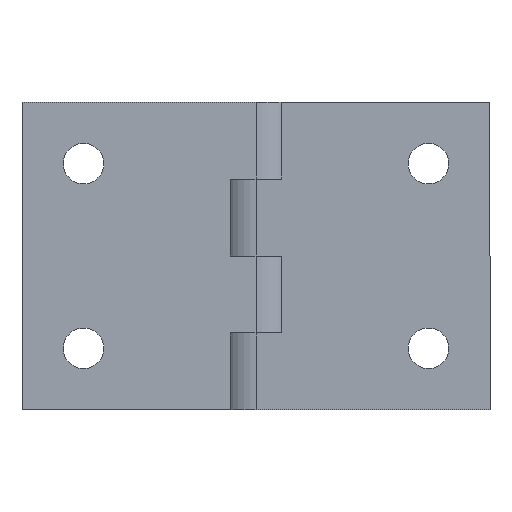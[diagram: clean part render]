
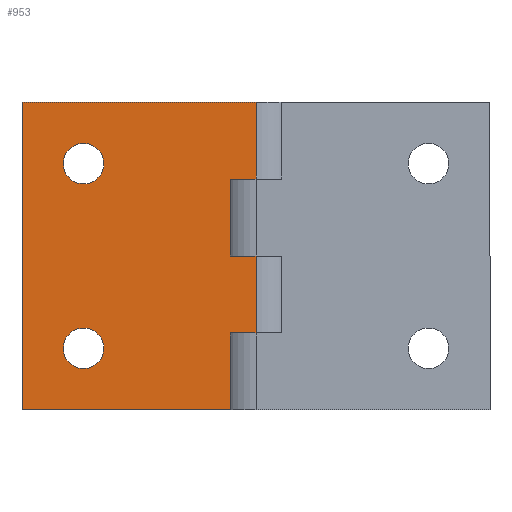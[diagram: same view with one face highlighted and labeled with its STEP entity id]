
A CAD part, front view. The second image highlights one B-rep face of the part: STEP entity #953.
In plain terms, the highlighted planar face has unit normal (0, -1, 0).
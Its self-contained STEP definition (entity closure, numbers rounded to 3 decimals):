
#7 = AXIS2_PLACEMENT_3D ( 'NONE', #218, #348, #203 ) ;
#15 = AXIS2_PLACEMENT_3D ( 'NONE', #168, #245, #262 ) ;
#29 = AXIS2_PLACEMENT_3D ( 'NONE', #173, #377, #326 ) ;
#39 = EDGE_CURVE ( 'NONE', #219, #206, #533, .T. ) ;
#45 = EDGE_CURVE ( 'NONE', #381, #263, #540, .T. ) ;
#85 = EDGE_CURVE ( 'NONE', #206, #199, #544, .T. ) ;
#92 = EDGE_CURVE ( 'NONE', #223, #303, #556, .T. ) ;
#102 = EDGE_CURVE ( 'NONE', #303, #223, #570, .T. ) ;
#108 = EDGE_CURVE ( 'NONE', #275, #369, #578, .T. ) ;
#113 = EDGE_CURVE ( 'NONE', #381, #198, #586, .T. ) ;
#119 = EDGE_CURVE ( 'NONE', #275, #199, #599, .T. ) ;
#121 = EDGE_CURVE ( 'NONE', #219, #335, #601, .T. ) ;
#122 = EDGE_CURVE ( 'NONE', #369, #198, #604, .T. ) ;
#125 = EDGE_CURVE ( 'NONE', #342, #250, #610, .T. ) ;
#142 = AXIS2_PLACEMENT_3D ( 'NONE', #495, #492, #494 ) ;
#148 = DIRECTION ( 'NONE',  ( 1., 0., 0. ) ) ;
#153 = CARTESIAN_POINT ( 'NONE',  ( 0., 0., -37.5 ) ) ;
#156 = CARTESIAN_POINT ( 'NONE',  ( -44., 0., -50. ) ) ;
#168 = CARTESIAN_POINT ( 'NONE',  ( -34., 0., -10. ) ) ;
#173 = CARTESIAN_POINT ( 'NONE',  ( -34., 0., -40. ) ) ;
#187 = CARTESIAN_POINT ( 'NONE',  ( 0., 0., 0. ) ) ;
#189 = DIRECTION ( 'NONE',  ( -1., 0., 0. ) ) ;
#198 = VERTEX_POINT ( 'NONE', #242 ) ;
#199 = VERTEX_POINT ( 'NONE', #339 ) ;
#200 = CARTESIAN_POINT ( 'NONE',  ( -34., 0., -43.3 ) ) ;
#201 = DIRECTION ( 'NONE',  ( 0., 0., 1. ) ) ;
#203 = DIRECTION ( 'NONE',  ( 0., 0., 1. ) ) ;
#205 = DIRECTION ( 'NONE',  ( -1., 0., 0. ) ) ;
#206 = VERTEX_POINT ( 'NONE', #252 ) ;
#218 = CARTESIAN_POINT ( 'NONE',  ( -34., 0., -10. ) ) ;
#219 = VERTEX_POINT ( 'NONE', #285 ) ;
#223 = VERTEX_POINT ( 'NONE', #318 ) ;
#240 = CARTESIAN_POINT ( 'NONE',  ( -6., 0., -50. ) ) ;
#242 = CARTESIAN_POINT ( 'NONE',  ( -6., 0., 0. ) ) ;
#245 = DIRECTION ( 'NONE',  ( 0., 1., 0. ) ) ;
#250 = VERTEX_POINT ( 'NONE', #200 ) ;
#252 = CARTESIAN_POINT ( 'NONE',  ( -10.194, 0., -37.5 ) ) ;
#256 = CARTESIAN_POINT ( 'NONE',  ( 0., 0., -12.5 ) ) ;
#260 = VERTEX_POINT ( 'NONE', #373 ) ;
#262 = DIRECTION ( 'NONE',  ( 0., 0., 1. ) ) ;
#263 = VERTEX_POINT ( 'NONE', #266 ) ;
#266 = CARTESIAN_POINT ( 'NONE',  ( -10.194, 0., -12.5 ) ) ;
#275 = VERTEX_POINT ( 'NONE', #357 ) ;
#285 = CARTESIAN_POINT ( 'NONE',  ( -6., 0., -37.5 ) ) ;
#291 = DIRECTION ( 'NONE',  ( 0., 0., 1. ) ) ;
#303 = VERTEX_POINT ( 'NONE', #1190 ) ;
#314 = CARTESIAN_POINT ( 'NONE',  ( -6., 0., -50. ) ) ;
#315 = CARTESIAN_POINT ( 'NONE',  ( 0., 0., -50. ) ) ;
#316 = DIRECTION ( 'NONE',  ( 1., 0., 0. ) ) ;
#318 = CARTESIAN_POINT ( 'NONE',  ( -34., 0., -13.3 ) ) ;
#326 = DIRECTION ( 'NONE',  ( 0., 0., 1. ) ) ;
#331 = DIRECTION ( 'NONE',  ( 0., 0., 1. ) ) ;
#335 = VERTEX_POINT ( 'NONE', #1176 ) ;
#339 = CARTESIAN_POINT ( 'NONE',  ( -10.194, 0., -50. ) ) ;
#342 = VERTEX_POINT ( 'NONE', #1173 ) ;
#347 = DIRECTION ( 'NONE',  ( 0., 0., -1. ) ) ;
#348 = DIRECTION ( 'NONE',  ( 0., 1., 0. ) ) ;
#357 = CARTESIAN_POINT ( 'NONE',  ( -44., 0., -50. ) ) ;
#363 = CARTESIAN_POINT ( 'NONE',  ( -10.194, 0., 0. ) ) ;
#369 = VERTEX_POINT ( 'NONE', #1185 ) ;
#373 = CARTESIAN_POINT ( 'NONE',  ( -10.194, 0., -25. ) ) ;
#377 = DIRECTION ( 'NONE',  ( 0., 1., 0. ) ) ;
#381 = VERTEX_POINT ( 'NONE', #1172 ) ;
#387 = AXIS2_PLACEMENT_3D ( 'NONE', #925, #860, #859 ) ;
#492 = DIRECTION ( 'NONE',  ( 0., -1., 0. ) ) ;
#494 = DIRECTION ( 'NONE',  ( 1., 0., 0. ) ) ;
#495 = CARTESIAN_POINT ( 'NONE',  ( 0., 0., -50. ) ) ;
#501 = PLANE ( 'NONE',  #142 ) ;
#533 = LINE ( 'NONE', #153, #534 ) ;
#534 = VECTOR ( 'NONE', #205, 1000. ) ;
#540 = LINE ( 'NONE', #256, #541 ) ;
#541 = VECTOR ( 'NONE', #189, 1000. ) ;
#544 = LINE ( 'NONE', #363, #546 ) ;
#546 = VECTOR ( 'NONE', #347, 1000. ) ;
#556 = CIRCLE ( 'NONE', #7, 3.3 ) ;
#570 = CIRCLE ( 'NONE', #15, 3.3 ) ;
#578 = LINE ( 'NONE', #156, #580 ) ;
#580 = VECTOR ( 'NONE', #291, 1000. ) ;
#586 = LINE ( 'NONE', #314, #588 ) ;
#588 = VECTOR ( 'NONE', #201, 1000. ) ;
#599 = LINE ( 'NONE', #315, #600 ) ;
#600 = VECTOR ( 'NONE', #316, 1000. ) ;
#601 = LINE ( 'NONE', #240, #603 ) ;
#603 = VECTOR ( 'NONE', #331, 1000. ) ;
#604 = LINE ( 'NONE', #187, #605 ) ;
#605 = VECTOR ( 'NONE', #148, 1000. ) ;
#610 = CIRCLE ( 'NONE', #29, 3.3 ) ;
#640 = FACE_BOUND ( 'NONE', #938, .T. ) ;
#641 = FACE_BOUND ( 'NONE', #1348, .T. ) ;
#642 = FACE_OUTER_BOUND ( 'NONE', #936, .T. ) ;
#697 = LINE ( 'NONE', #867, #698 ) ;
#698 = VECTOR ( 'NONE', #922, 1000. ) ;
#714 = CIRCLE ( 'NONE', #387, 3.3 ) ;
#738 = LINE ( 'NONE', #810, #739 ) ;
#739 = VECTOR ( 'NONE', #846, 1000. ) ;
#810 = CARTESIAN_POINT ( 'NONE',  ( 0., 0., -25. ) ) ;
#846 = DIRECTION ( 'NONE',  ( 1., 0., 0. ) ) ;
#859 = DIRECTION ( 'NONE',  ( 0., 0., 1. ) ) ;
#860 = DIRECTION ( 'NONE',  ( 0., 1., 0. ) ) ;
#867 = CARTESIAN_POINT ( 'NONE',  ( -10.194, 0., 0. ) ) ;
#922 = DIRECTION ( 'NONE',  ( 0., 0., -1. ) ) ;
#925 = CARTESIAN_POINT ( 'NONE',  ( -34., 0., -40. ) ) ;
#936 = EDGE_LOOP ( 'NONE', ( #1315, #1316, #1317, #1318, #1319, #1320, #1321, #1322, #1323, #1324 ) ) ;
#938 = EDGE_LOOP ( 'NONE', ( #1311, #1312 ) ) ;
#953 = ADVANCED_FACE ( 'NONE', ( #640, #641, #642 ), #501, .T. ) ;
#1145 = EDGE_CURVE ( 'NONE', #263, #260, #697, .T. ) ;
#1154 = EDGE_CURVE ( 'NONE', #250, #342, #714, .T. ) ;
#1169 = EDGE_CURVE ( 'NONE', #260, #335, #738, .T. ) ;
#1172 = CARTESIAN_POINT ( 'NONE',  ( -6., 0., -12.5 ) ) ;
#1173 = CARTESIAN_POINT ( 'NONE',  ( -34., 0., -36.7 ) ) ;
#1176 = CARTESIAN_POINT ( 'NONE',  ( -6., 0., -25. ) ) ;
#1185 = CARTESIAN_POINT ( 'NONE',  ( -44., 0., 0. ) ) ;
#1190 = CARTESIAN_POINT ( 'NONE',  ( -34., 0., -6.7 ) ) ;
#1311 = ORIENTED_EDGE ( 'NONE', *, *, #125, .T. ) ;
#1312 = ORIENTED_EDGE ( 'NONE', *, *, #1154, .T. ) ;
#1313 = ORIENTED_EDGE ( 'NONE', *, *, #102, .T. ) ;
#1314 = ORIENTED_EDGE ( 'NONE', *, *, #92, .T. ) ;
#1315 = ORIENTED_EDGE ( 'NONE', *, *, #113, .T. ) ;
#1316 = ORIENTED_EDGE ( 'NONE', *, *, #122, .F. ) ;
#1317 = ORIENTED_EDGE ( 'NONE', *, *, #108, .F. ) ;
#1318 = ORIENTED_EDGE ( 'NONE', *, *, #119, .T. ) ;
#1319 = ORIENTED_EDGE ( 'NONE', *, *, #85, .F. ) ;
#1320 = ORIENTED_EDGE ( 'NONE', *, *, #39, .F. ) ;
#1321 = ORIENTED_EDGE ( 'NONE', *, *, #121, .T. ) ;
#1322 = ORIENTED_EDGE ( 'NONE', *, *, #1169, .F. ) ;
#1323 = ORIENTED_EDGE ( 'NONE', *, *, #1145, .F. ) ;
#1324 = ORIENTED_EDGE ( 'NONE', *, *, #45, .F. ) ;
#1348 = EDGE_LOOP ( 'NONE', ( #1313, #1314 ) ) ;
